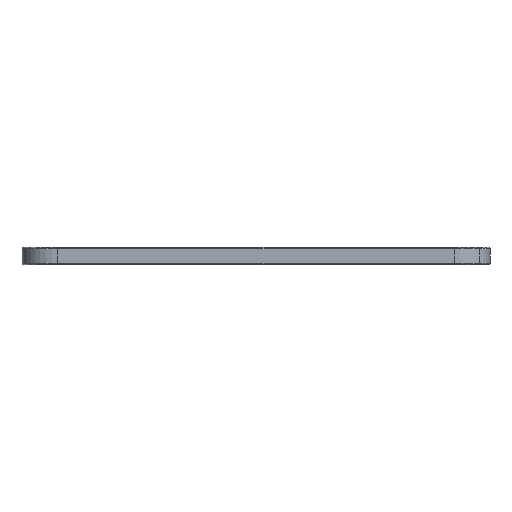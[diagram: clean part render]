
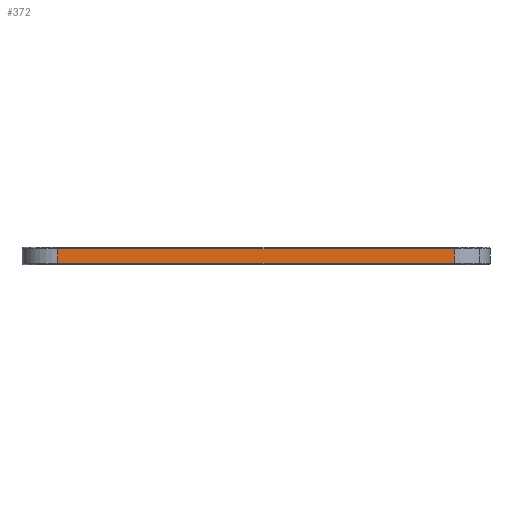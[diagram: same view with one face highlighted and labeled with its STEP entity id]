
A CAD part, left-side view. The second image highlights one B-rep face of the part: STEP entity #372.
In plain terms, the highlighted planar face has unit normal (-1, 0, 0).
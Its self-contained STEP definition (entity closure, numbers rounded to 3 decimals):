
#372=ADVANCED_FACE('',(#775),#776,.T.);
#775=FACE_OUTER_BOUND('',#1185,.T.);
#776=PLANE('',#1186);
#1185=EDGE_LOOP('',(#2216,#2217,#2218,#2219));
#1186=AXIS2_PLACEMENT_3D('',#2220,#2221,#2222);
#2216=ORIENTED_EDGE('',*,*,#2781,.F.);
#2217=ORIENTED_EDGE('',*,*,#2689,.F.);
#2218=ORIENTED_EDGE('',*,*,#2518,.F.);
#2219=ORIENTED_EDGE('',*,*,#2782,.F.);
#2220=CARTESIAN_POINT('',(197.5,172.418,12.0));
#2221=DIRECTION('',(-1.0,-0.0,0.0));
#2222=DIRECTION('',(0.0,-1.0,-0.0));
#2518=EDGE_CURVE('',#3063,#3065,#3066,.T.);
#2689=EDGE_CURVE('',#3065,#3271,#3298,.T.);
#2781=EDGE_CURVE('',#3271,#3267,#3402,.T.);
#2782=EDGE_CURVE('',#3267,#3063,#3403,.T.);
#3063=VERTEX_POINT('',#3731);
#3065=VERTEX_POINT('',#3733);
#3066=LINE('',#3734,#3735);
#3267=VERTEX_POINT('',#3992);
#3271=VERTEX_POINT('',#3996);
#3298=LINE('',#4025,#4026);
#3402=LINE('',#4155,#4156);
#3403=LINE('',#4157,#4158);
#3731=CARTESIAN_POINT('',(197.5,227.971,16.5));
#3733=CARTESIAN_POINT('',(197.5,117.5,16.5));
#3734=CARTESIAN_POINT('',(197.5,167.565,16.5));
#3735=VECTOR('',#4473,1.0);
#3992=CARTESIAN_POINT('',(197.5,227.971,12.5));
#3996=CARTESIAN_POINT('',(197.5,117.5,12.5));
#4025=CARTESIAN_POINT('',(197.5,117.5,12.0));
#4026=VECTOR('',#4733,1.0);
#4155=CARTESIAN_POINT('',(197.5,167.565,12.5));
#4156=VECTOR('',#4852,1.0);
#4157=CARTESIAN_POINT('',(197.5,227.971,12.0));
#4158=VECTOR('',#4853,10.0);
#4473=DIRECTION('',(0.0,-1.0,0.0));
#4733=DIRECTION('',(-0.0,-0.0,-1.0));
#4852=DIRECTION('',(0.0,1.0,0.0));
#4853=DIRECTION('',(0.0,0.0,1.0));
